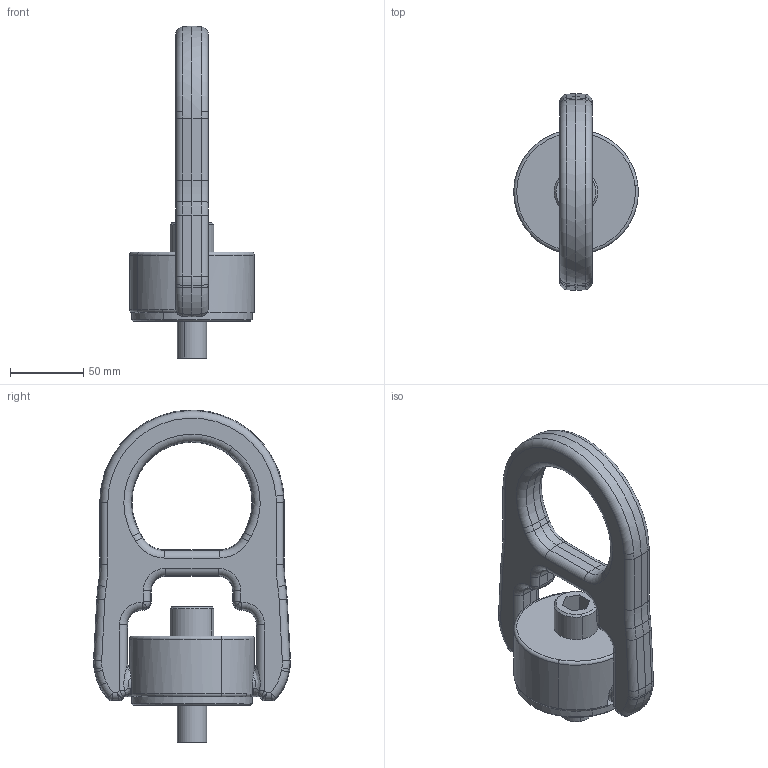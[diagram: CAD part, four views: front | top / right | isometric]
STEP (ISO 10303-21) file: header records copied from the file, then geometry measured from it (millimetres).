
FILE_DESCRIPTION(('CATIA V5 STEP Exchange'),'2;1');
FILE_NAME('8-203-030.stp','2016-05-16T10:22:27+00:00',('none'),('none'),'CATIA Version 5 Release 21 GA (IN-10)','CATIA V5 STEP AP203','none');
FILE_SCHEMA(('CONFIG_CONTROL_DESIGN'));
Length unit declared in the file: millimetre
Products named in the file (1): 8-203-030
Bounding box: 85 x 134.4 x 226.6 mm (x, y, z)
Volume: 516758.1 mm3; surface area: 75492.1 mm2
Topology: 1 solids, 1 shells, 290 faces, 684 edges, 397 vertices
Faces by surface type: cylinder 69, plane 68, cone 57, torus 48, bspline 28, revolution 16, sphere 4
Entity records: 11373 total; most frequent: CARTESIAN_POINT 5255, ORIENTED_EDGE 1360, DIRECTION 1002, EDGE_CURVE 680, AXIS2_PLACEMENT_3D 508, VERTEX_POINT 397, EDGE_LOOP 299, ADVANCED_FACE 290
